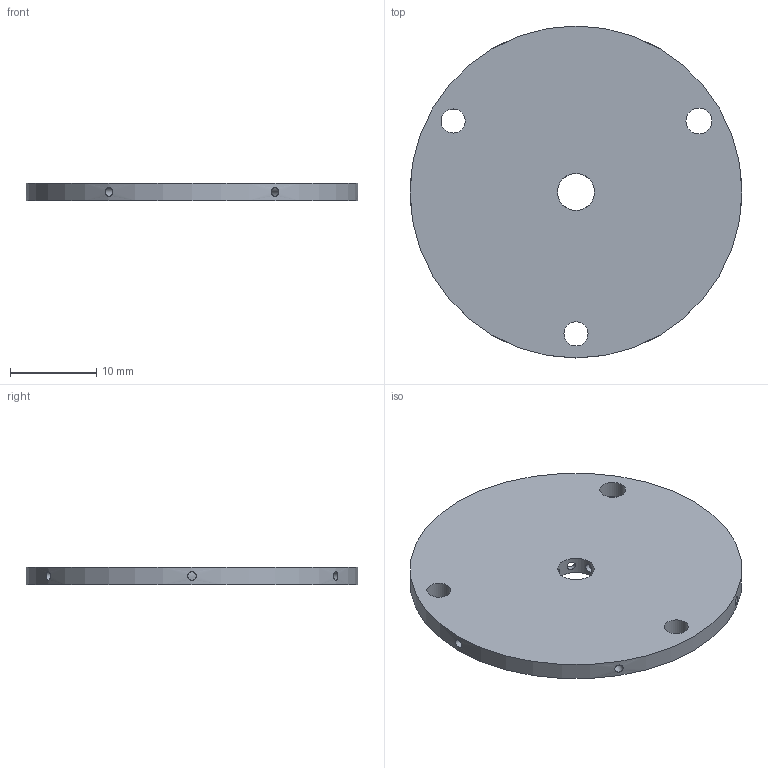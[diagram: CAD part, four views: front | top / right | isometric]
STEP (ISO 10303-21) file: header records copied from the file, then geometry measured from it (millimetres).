
FILE_DESCRIPTION(/* description */ (''),/* implementation_level */ '2;1');
FILE_NAME(/* name */ '50_ETL_Bottom_Seal_v1.ipt.step',/* time_stamp */ '2022-11-29T08:28:18+01:00',/* author */ ('diederichbenedict'),/* organization */ (''),/* preprocessor_version */ 'ST-DEVELOPER v18.1',/* originating_system */ 'Autodesk Inventor 2022',/* authorisation */ '');
FILE_SCHEMA (('AUTOMOTIVE_DESIGN { 1 0 10303 214 3 1 1 }'));
Length unit declared in the file: millimetre
Products named in the file (1): 50_ETL_Bottom_Seal_v1
Bounding box: 38.6 x 38.6 x 2 mm (x, y, z)
Volume: 2066.3 mm3; surface area: 2888 mm2
Topology: 1 solids, 1 shells, 23 faces, 102 edges, 69 vertices
Faces by surface type: cylinder 18, plane 4, cone 1
Full cylindrical faces by diameter (mm): 1 x12, 2.8 x2, 3 x1, 4.3 x1, 5.3 x1, 38.6 x1
Entity records: 1904 total; most frequent: CARTESIAN_POINT 1064, ORIENTED_EDGE 204, DIRECTION 117, EDGE_CURVE 102, VERTEX_POINT 69, B_SPLINE_CURVE_WITH_KNOTS 57, AXIS2_PLACEMENT_3D 48, EDGE_LOOP 43
